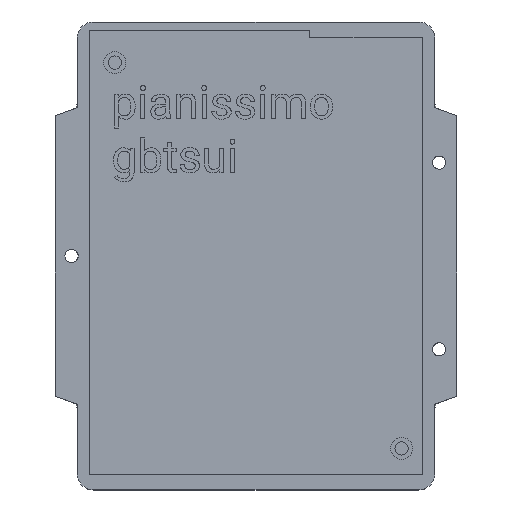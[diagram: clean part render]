
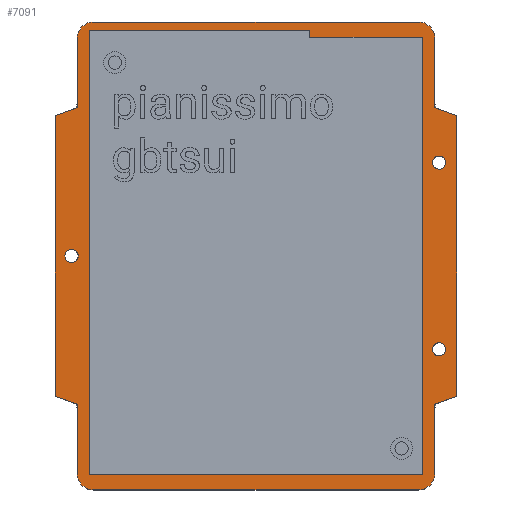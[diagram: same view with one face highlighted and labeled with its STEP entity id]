
A CAD part, top view. The second image highlights one B-rep face of the part: STEP entity #7091.
In plain terms, the highlighted planar face has unit normal (0, 0, 1).
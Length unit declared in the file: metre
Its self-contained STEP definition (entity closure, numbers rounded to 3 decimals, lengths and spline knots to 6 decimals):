
#329=CIRCLE('',#7558,0.0012);
#330=CIRCLE('',#7559,0.0012);
#331=CIRCLE('',#7560,0.0012);
#332=CIRCLE('',#7561,0.003);
#333=CIRCLE('',#7562,0.003);
#334=CIRCLE('',#7563,0.003);
#335=CIRCLE('',#7564,0.003);
#1138=ORIENTED_EDGE('',*,*,#3339,.T.);
#1139=ORIENTED_EDGE('',*,*,#3340,.T.);
#1140=ORIENTED_EDGE('',*,*,#3341,.T.);
#1141=ORIENTED_EDGE('',*,*,#3342,.T.);
#1142=ORIENTED_EDGE('',*,*,#3295,.F.);
#1143=ORIENTED_EDGE('',*,*,#3343,.T.);
#1144=ORIENTED_EDGE('',*,*,#3344,.T.);
#1145=ORIENTED_EDGE('',*,*,#3345,.T.);
#1146=ORIENTED_EDGE('',*,*,#3309,.T.);
#1147=ORIENTED_EDGE('',*,*,#3346,.T.);
#1148=ORIENTED_EDGE('',*,*,#3347,.T.);
#1149=ORIENTED_EDGE('',*,*,#3348,.T.);
#1150=ORIENTED_EDGE('',*,*,#3301,.T.);
#1151=ORIENTED_EDGE('',*,*,#3349,.T.);
#1152=ORIENTED_EDGE('',*,*,#3350,.F.);
#1153=ORIENTED_EDGE('',*,*,#3351,.T.);
#1154=ORIENTED_EDGE('',*,*,#3285,.F.);
#1155=ORIENTED_EDGE('',*,*,#3352,.T.);
#1156=ORIENTED_EDGE('',*,*,#3353,.F.);
#1157=ORIENTED_EDGE('',*,*,#3354,.F.);
#1158=ORIENTED_EDGE('',*,*,#3355,.T.);
#1159=ORIENTED_EDGE('',*,*,#3336,.F.);
#1160=ORIENTED_EDGE('',*,*,#3356,.T.);
#1161=ORIENTED_EDGE('',*,*,#3357,.T.);
#1162=ORIENTED_EDGE('',*,*,#3358,.F.);
#3285=EDGE_CURVE('',#4391,#4392,#4929,.T.);
#3295=EDGE_CURVE('',#4401,#4402,#4939,.T.);
#3301=EDGE_CURVE('',#4408,#4407,#4944,.T.);
#3309=EDGE_CURVE('',#4416,#4415,#4950,.T.);
#3336=EDGE_CURVE('',#4432,#4433,#4960,.T.);
#3339=EDGE_CURVE('',#4434,#4434,#329,.F.);
#3340=EDGE_CURVE('',#4435,#4435,#330,.F.);
#3341=EDGE_CURVE('',#4436,#4436,#331,.F.);
#3342=EDGE_CURVE('',#4437,#4402,#4963,.F.);
#3343=EDGE_CURVE('',#4401,#4438,#332,.T.);
#3344=EDGE_CURVE('',#4438,#4439,#4964,.T.);
#3345=EDGE_CURVE('',#4439,#4416,#333,.T.);
#3346=EDGE_CURVE('',#4415,#4440,#4965,.T.);
#3347=EDGE_CURVE('',#4440,#4441,#4966,.T.);
#3348=EDGE_CURVE('',#4441,#4408,#4967,.F.);
#3349=EDGE_CURVE('',#4407,#4442,#334,.T.);
#3350=EDGE_CURVE('',#4443,#4442,#4968,.T.);
#3351=EDGE_CURVE('',#4443,#4392,#335,.T.);
#3352=EDGE_CURVE('',#4391,#4444,#4969,.T.);
#3353=EDGE_CURVE('',#4437,#4444,#4970,.T.);
#3354=EDGE_CURVE('',#4445,#4446,#4971,.T.);
#3355=EDGE_CURVE('',#4445,#4433,#4972,.T.);
#3356=EDGE_CURVE('',#4432,#4447,#4973,.T.);
#3357=EDGE_CURVE('',#4447,#4448,#4974,.T.);
#3358=EDGE_CURVE('',#4446,#4448,#4975,.T.);
#4391=VERTEX_POINT('',#9982);
#4392=VERTEX_POINT('',#9984);
#4401=VERTEX_POINT('',#10004);
#4402=VERTEX_POINT('',#10006);
#4407=VERTEX_POINT('',#10017);
#4408=VERTEX_POINT('',#10019);
#4415=VERTEX_POINT('',#10034);
#4416=VERTEX_POINT('',#10036);
#4432=VERTEX_POINT('',#10139);
#4433=VERTEX_POINT('',#10140);
#4434=VERTEX_POINT('',#10145);
#4435=VERTEX_POINT('',#10147);
#4436=VERTEX_POINT('',#10149);
#4437=VERTEX_POINT('',#10151);
#4438=VERTEX_POINT('',#10153);
#4439=VERTEX_POINT('',#10155);
#4440=VERTEX_POINT('',#10158);
#4441=VERTEX_POINT('',#10160);
#4442=VERTEX_POINT('',#10163);
#4443=VERTEX_POINT('',#10165);
#4444=VERTEX_POINT('',#10168);
#4445=VERTEX_POINT('',#10171);
#4446=VERTEX_POINT('',#10172);
#4447=VERTEX_POINT('',#10175);
#4448=VERTEX_POINT('',#10177);
#4929=LINE('',#9983,#5526);
#4939=LINE('',#10005,#5536);
#4944=LINE('',#10018,#5541);
#4950=LINE('',#10035,#5547);
#4960=LINE('',#10138,#5557);
#4963=LINE('',#10150,#5560);
#4964=LINE('',#10154,#5561);
#4965=LINE('',#10157,#5562);
#4966=LINE('',#10159,#5563);
#4967=LINE('',#10161,#5564);
#4968=LINE('',#10164,#5565);
#4969=LINE('',#10167,#5566);
#4970=LINE('',#10169,#5567);
#4971=LINE('',#10170,#5568);
#4972=LINE('',#10173,#5569);
#4973=LINE('',#10174,#5570);
#4974=LINE('',#10176,#5571);
#4975=LINE('',#10178,#5572);
#5526=VECTOR('',#7992,1.);
#5536=VECTOR('',#8006,1.);
#5541=VECTOR('',#8015,1.);
#5547=VECTOR('',#8027,1.);
#5557=VECTOR('',#8069,1.);
#5560=VECTOR('',#8080,1.);
#5561=VECTOR('',#8083,1.);
#5562=VECTOR('',#8086,1.);
#5563=VECTOR('',#8087,1.);
#5564=VECTOR('',#8088,1.);
#5565=VECTOR('',#8091,1.);
#5566=VECTOR('',#8094,1.);
#5567=VECTOR('',#8095,1.);
#5568=VECTOR('',#8096,1.);
#5569=VECTOR('',#8097,1.);
#5570=VECTOR('',#8098,1.);
#5571=VECTOR('',#8099,1.);
#5572=VECTOR('',#8100,1.);
#6063=EDGE_LOOP('',(#1138));
#6064=EDGE_LOOP('',(#1139));
#6065=EDGE_LOOP('',(#1140));
#6066=EDGE_LOOP('',(#1141,#1142,#1143,#1144,#1145,#1146,#1147,#1148,#1149,
#1150,#1151,#1152,#1153,#1154,#1155,#1156));
#6067=EDGE_LOOP('',(#1157,#1158,#1159,#1160,#1161,#1162));
#6514=FACE_BOUND('',#6063,.T.);
#6515=FACE_BOUND('',#6064,.T.);
#6516=FACE_BOUND('',#6065,.T.);
#6517=FACE_BOUND('',#6066,.T.);
#6518=FACE_BOUND('',#6067,.T.);
#6936=PLANE('',#7557);
#7091=ADVANCED_FACE('',(#6514,#6515,#6516,#6517,#6518),#6936,.T.);
#7557=AXIS2_PLACEMENT_3D('',#10143,#8072,#8073);
#7558=AXIS2_PLACEMENT_3D('',#10144,#8074,#8075);
#7559=AXIS2_PLACEMENT_3D('',#10146,#8076,#8077);
#7560=AXIS2_PLACEMENT_3D('',#10148,#8078,#8079);
#7561=AXIS2_PLACEMENT_3D('',#10152,#8081,#8082);
#7562=AXIS2_PLACEMENT_3D('',#10156,#8084,#8085);
#7563=AXIS2_PLACEMENT_3D('',#10162,#8089,#8090);
#7564=AXIS2_PLACEMENT_3D('',#10166,#8092,#8093);
#7992=DIRECTION('',(0.,-1.,0.));
#8006=DIRECTION('',(0.,-1.,0.));
#8015=DIRECTION('',(0.,-1.,0.));
#8027=DIRECTION('',(0.,-1.,0.));
#8069=DIRECTION('',(-1.,0.,0.));
#8072=DIRECTION('',(0.,0.,1.));
#8073=DIRECTION('',(1.,0.,0.));
#8074=DIRECTION('',(0.,0.,1.));
#8075=DIRECTION('',(1.,0.,0.));
#8076=DIRECTION('',(0.,0.,1.));
#8077=DIRECTION('',(1.,0.,0.));
#8078=DIRECTION('',(0.,0.,1.));
#8079=DIRECTION('',(1.,0.,0.));
#8080=DIRECTION('',(0.94,-0.342,0.));
#8081=DIRECTION('',(0.,0.,1.));
#8082=DIRECTION('',(1.,0.,0.));
#8083=DIRECTION('',(-1.,0.,0.));
#8084=DIRECTION('',(0.,0.,1.));
#8085=DIRECTION('',(1.,0.,0.));
#8086=DIRECTION('',(-0.94,-0.342,0.));
#8087=DIRECTION('',(0.,-1.,0.));
#8088=DIRECTION('',(-0.94,0.342,0.));
#8089=DIRECTION('',(0.,0.,1.));
#8090=DIRECTION('',(1.,0.,0.));
#8091=DIRECTION('',(-1.,0.,0.));
#8092=DIRECTION('',(0.,0.,1.));
#8093=DIRECTION('',(1.,0.,0.));
#8094=DIRECTION('',(0.94,0.342,0.));
#8095=DIRECTION('',(0.,-1.,0.));
#8096=DIRECTION('',(-1.,0.,0.));
#8097=DIRECTION('',(0.,-1.,0.));
#8098=DIRECTION('',(0.,-1.,0.));
#8099=DIRECTION('',(-1.,0.,0.));
#8100=DIRECTION('',(0.,-1.,0.));
#9982=CARTESIAN_POINT('',(0.0325,-0.026956,0.012));
#9983=CARTESIAN_POINT('',(0.0325,0.,0.012));
#9984=CARTESIAN_POINT('',(0.0325,-0.0395,0.012));
#10004=CARTESIAN_POINT('',(0.0325,0.0395,0.012));
#10005=CARTESIAN_POINT('',(0.0325,0.,0.012));
#10006=CARTESIAN_POINT('',(0.0325,0.026956,0.012));
#10017=CARTESIAN_POINT('',(-0.0325,-0.0395,0.012));
#10018=CARTESIAN_POINT('',(-0.0325,0.,0.012));
#10019=CARTESIAN_POINT('',(-0.0325,-0.026956,0.012));
#10034=CARTESIAN_POINT('',(-0.0325,0.026956,0.012));
#10035=CARTESIAN_POINT('',(-0.0325,0.,0.012));
#10036=CARTESIAN_POINT('',(-0.0325,0.0395,0.012));
#10138=CARTESIAN_POINT('',(0.,0.03975,0.012));
#10139=CARTESIAN_POINT('',(0.03025,0.03975,0.012));
#10140=CARTESIAN_POINT('',(0.00975,0.03975,0.012));
#10143=CARTESIAN_POINT('',(0.,0.,0.012));
#10144=CARTESIAN_POINT('',(-0.0335,0.,0.012));
#10145=CARTESIAN_POINT('',(-0.0323,0.,0.012));
#10146=CARTESIAN_POINT('',(0.03325,-0.016956,0.012));
#10147=CARTESIAN_POINT('',(0.03445,-0.016956,0.012));
#10148=CARTESIAN_POINT('',(0.03325,0.016956,0.012));
#10149=CARTESIAN_POINT('',(0.03445,0.016956,0.012));
#10150=CARTESIAN_POINT('',(0.012465,0.034248,0.012));
#10151=CARTESIAN_POINT('',(0.0365,0.0255,0.012));
#10152=CARTESIAN_POINT('',(0.0295,0.0395,0.012));
#10153=CARTESIAN_POINT('',(0.0295,0.0425,0.012));
#10154=CARTESIAN_POINT('',(0.,0.0425,0.012));
#10155=CARTESIAN_POINT('',(-0.0295,0.0425,0.012));
#10156=CARTESIAN_POINT('',(-0.0295,0.0395,0.012));
#10157=CARTESIAN_POINT('',(-0.012465,0.034248,0.012));
#10158=CARTESIAN_POINT('',(-0.0365,0.0255,0.012));
#10159=CARTESIAN_POINT('',(-0.0365,0.,0.012));
#10160=CARTESIAN_POINT('',(-0.0365,-0.0255,0.012));
#10161=CARTESIAN_POINT('',(-0.012465,-0.034248,0.012));
#10162=CARTESIAN_POINT('',(-0.0295,-0.0395,0.012));
#10163=CARTESIAN_POINT('',(-0.0295,-0.0425,0.012));
#10164=CARTESIAN_POINT('',(0.,-0.0425,0.012));
#10165=CARTESIAN_POINT('',(0.0295,-0.0425,0.012));
#10166=CARTESIAN_POINT('',(0.0295,-0.0395,0.012));
#10167=CARTESIAN_POINT('',(0.012465,-0.034248,0.012));
#10168=CARTESIAN_POINT('',(0.0365,-0.0255,0.012));
#10169=CARTESIAN_POINT('',(0.0365,0.,0.012));
#10170=CARTESIAN_POINT('',(0.,0.04095,0.012));
#10171=CARTESIAN_POINT('',(0.00975,0.04095,0.012));
#10172=CARTESIAN_POINT('',(-0.03025,0.04095,0.012));
#10173=CARTESIAN_POINT('',(0.00975,0.04095,0.012));
#10174=CARTESIAN_POINT('',(0.03025,0.,0.012));
#10175=CARTESIAN_POINT('',(0.03025,-0.03975,0.012));
#10176=CARTESIAN_POINT('',(0.,-0.03975,0.012));
#10177=CARTESIAN_POINT('',(-0.03025,-0.03975,0.012));
#10178=CARTESIAN_POINT('',(-0.03025,0.,0.012));
